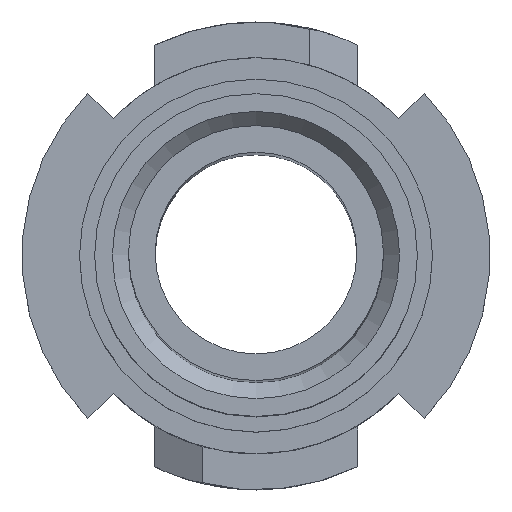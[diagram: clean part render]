
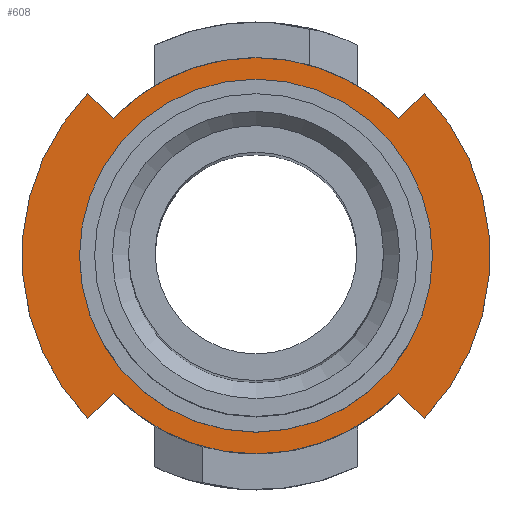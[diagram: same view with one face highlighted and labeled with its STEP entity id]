
A CAD part, top view. The second image highlights one B-rep face of the part: STEP entity #608.
In plain terms, the highlighted planar face has unit normal (0, 0, 1).
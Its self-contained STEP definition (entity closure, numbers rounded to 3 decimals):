
#39=FACE_BOUND('',#131,.T.);
#54=PLANE('',#689);
#85=FACE_OUTER_BOUND('',#130,.T.);
#130=EDGE_LOOP('',(#502,#503,#504,#505,#506,#507,#508,#509));
#131=EDGE_LOOP('',(#510));
#182=LINE('',#1040,#227);
#183=LINE('',#1043,#228);
#184=LINE('',#1045,#229);
#185=LINE('',#1048,#230);
#227=VECTOR('',#843,10.);
#228=VECTOR('',#846,10.);
#229=VECTOR('',#847,10.);
#230=VECTOR('',#850,10.);
#252=CIRCLE('',#656,12.275);
#254=CIRCLE('',#658,12.275);
#268=CIRCLE('',#690,14.5);
#269=CIRCLE('',#691,14.5);
#270=CIRCLE('',#692,10.935);
#285=VERTEX_POINT('',#944);
#289=VERTEX_POINT('',#952);
#290=VERTEX_POINT('',#954);
#293=VERTEX_POINT('',#960);
#320=VERTEX_POINT('',#1039);
#321=VERTEX_POINT('',#1041);
#322=VERTEX_POINT('',#1044);
#323=VERTEX_POINT('',#1046);
#324=VERTEX_POINT('',#1049);
#348=EDGE_CURVE('',#290,#289,#252,.T.);
#352=EDGE_CURVE('',#285,#293,#254,.T.);
#389=EDGE_CURVE('',#293,#320,#182,.T.);
#390=EDGE_CURVE('',#320,#321,#268,.T.);
#391=EDGE_CURVE('',#321,#290,#183,.T.);
#392=EDGE_CURVE('',#289,#322,#184,.T.);
#393=EDGE_CURVE('',#322,#323,#269,.T.);
#394=EDGE_CURVE('',#323,#285,#185,.T.);
#395=EDGE_CURVE('',#324,#324,#270,.T.);
#502=ORIENTED_EDGE('',*,*,#352,.T.);
#503=ORIENTED_EDGE('',*,*,#389,.T.);
#504=ORIENTED_EDGE('',*,*,#390,.T.);
#505=ORIENTED_EDGE('',*,*,#391,.T.);
#506=ORIENTED_EDGE('',*,*,#348,.T.);
#507=ORIENTED_EDGE('',*,*,#392,.T.);
#508=ORIENTED_EDGE('',*,*,#393,.T.);
#509=ORIENTED_EDGE('',*,*,#394,.T.);
#510=ORIENTED_EDGE('',*,*,#395,.T.);
#608=ADVANCED_FACE('',(#85,#39),#54,.T.);
#656=AXIS2_PLACEMENT_3D('',#955,#754,#755);
#658=AXIS2_PLACEMENT_3D('',#962,#760,#761);
#689=AXIS2_PLACEMENT_3D('',#1038,#841,#842);
#690=AXIS2_PLACEMENT_3D('',#1042,#844,#845);
#691=AXIS2_PLACEMENT_3D('',#1047,#848,#849);
#692=AXIS2_PLACEMENT_3D('',#1050,#851,#852);
#754=DIRECTION('center_axis',(0.,0.,1.));
#755=DIRECTION('ref_axis',(1.,0.,0.));
#760=DIRECTION('center_axis',(0.,0.,1.));
#761=DIRECTION('ref_axis',(1.,0.,0.));
#841=DIRECTION('center_axis',(0.,0.,1.));
#842=DIRECTION('ref_axis',(1.,0.,0.));
#843=DIRECTION('',(0.719,-0.695,0.));
#844=DIRECTION('center_axis',(0.,0.,1.));
#845=DIRECTION('ref_axis',(1.,0.,0.));
#846=DIRECTION('',(-0.719,-0.695,0.));
#847=DIRECTION('',(-0.719,0.695,0.));
#848=DIRECTION('center_axis',(0.,0.,1.));
#849=DIRECTION('ref_axis',(1.,0.,0.));
#850=DIRECTION('',(0.719,0.695,0.));
#851=DIRECTION('center_axis',(0.,0.,-1.));
#852=DIRECTION('ref_axis',(1.,0.,0.));
#944=CARTESIAN_POINT('',(-8.828,-8.529,14.));
#952=CARTESIAN_POINT('',(-8.828,8.529,14.));
#954=CARTESIAN_POINT('',(8.828,8.529,14.));
#955=CARTESIAN_POINT('Origin',(0.,0.,14.));
#960=CARTESIAN_POINT('',(8.828,-8.529,14.));
#962=CARTESIAN_POINT('Origin',(0.,0.,14.));
#1038=CARTESIAN_POINT('Origin',(0.,0.,14.));
#1039=CARTESIAN_POINT('',(10.428,-10.075,14.));
#1040=CARTESIAN_POINT('',(5.214,-5.038,14.));
#1041=CARTESIAN_POINT('',(10.428,10.075,14.));
#1042=CARTESIAN_POINT('Origin',(0.,0.,14.));
#1043=CARTESIAN_POINT('',(4.414,4.265,14.));
#1044=CARTESIAN_POINT('',(-10.428,10.075,14.));
#1045=CARTESIAN_POINT('',(-5.214,5.038,14.));
#1046=CARTESIAN_POINT('',(-10.428,-10.075,14.));
#1047=CARTESIAN_POINT('Origin',(0.,0.,14.));
#1048=CARTESIAN_POINT('',(-4.414,-4.265,14.));
#1049=CARTESIAN_POINT('',(-10.935,0.,14.));
#1050=CARTESIAN_POINT('Origin',(0.,0.,14.));
